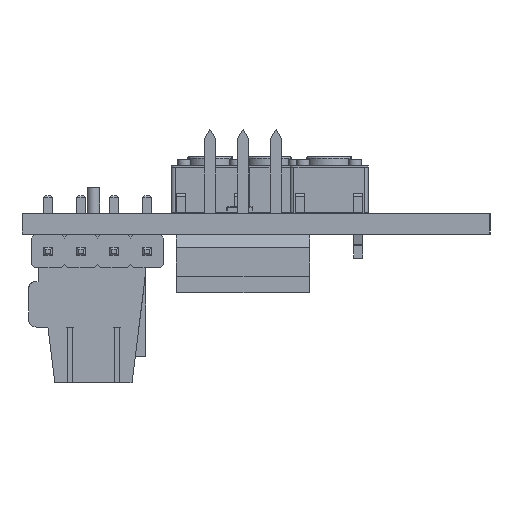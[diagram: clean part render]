
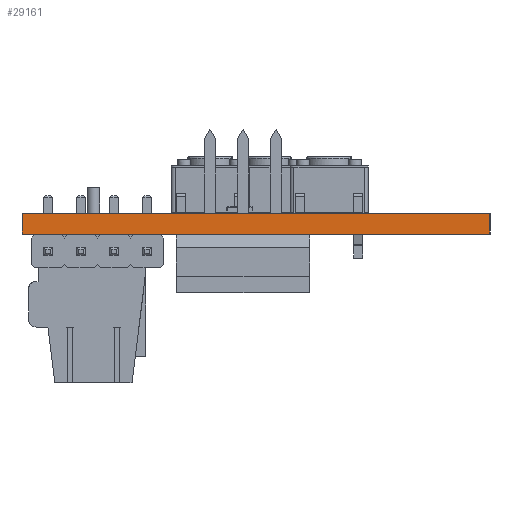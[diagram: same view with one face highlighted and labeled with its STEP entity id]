
A CAD part, left-side view. The second image highlights one B-rep face of the part: STEP entity #29161.
In plain terms, the highlighted planar face has unit normal (-1, 0, 0).
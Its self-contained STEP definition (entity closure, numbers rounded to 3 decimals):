
#29045 = EDGE_CURVE('',#29046,#29048,#29050,.T.);
#29046 = VERTEX_POINT('',#29047);
#29047 = CARTESIAN_POINT('',(0.,-0.,0.));
#29048 = VERTEX_POINT('',#29049);
#29049 = CARTESIAN_POINT('',(0.,0.,1.6));
#29050 = SURFACE_CURVE('',#29051,(#29055,#29067),.PCURVE_S1.);
#29051 = LINE('',#29052,#29053);
#29052 = CARTESIAN_POINT('',(0.,-0.,0.));
#29053 = VECTOR('',#29054,1.);
#29054 = DIRECTION('',(0.,0.,1.));
#29055 = PCURVE('',#29056,#29061);
#29056 = PLANE('',#29057);
#29057 = AXIS2_PLACEMENT_3D('',#29058,#29059,#29060);
#29058 = CARTESIAN_POINT('',(0.,0.,0.));
#29059 = DIRECTION('',(0.,1.,0.));
#29060 = DIRECTION('',(1.,0.,0.));
#29061 = DEFINITIONAL_REPRESENTATION('',(#29062),#29066);
#29062 = LINE('',#29063,#29064);
#29063 = CARTESIAN_POINT('',(0.,0.));
#29064 = VECTOR('',#29065,1.);
#29065 = DIRECTION('',(0.,-1.));
#29066 = ( GEOMETRIC_REPRESENTATION_CONTEXT(2) 
PARAMETRIC_REPRESENTATION_CONTEXT() REPRESENTATION_CONTEXT('2D SPACE',''
  ) );
#29067 = PCURVE('',#29068,#29073);
#29068 = PLANE('',#29069);
#29069 = AXIS2_PLACEMENT_3D('',#29070,#29071,#29072);
#29070 = CARTESIAN_POINT('',(0.,-36.,0.));
#29071 = DIRECTION('',(-1.,0.,0.));
#29072 = DIRECTION('',(0.,1.,0.));
#29073 = DEFINITIONAL_REPRESENTATION('',(#29074),#29078);
#29074 = LINE('',#29075,#29076);
#29075 = CARTESIAN_POINT('',(36.,0.));
#29076 = VECTOR('',#29077,1.);
#29077 = DIRECTION('',(0.,-1.));
#29078 = ( GEOMETRIC_REPRESENTATION_CONTEXT(2) 
PARAMETRIC_REPRESENTATION_CONTEXT() REPRESENTATION_CONTEXT('2D SPACE',''
  ) );
#29096 = PLANE('',#29097);
#29097 = AXIS2_PLACEMENT_3D('',#29098,#29099,#29100);
#29098 = CARTESIAN_POINT('',(50.,-18.,1.6));
#29099 = DIRECTION('',(-0.,-0.,-1.));
#29100 = DIRECTION('',(-1.,0.,0.));
#29150 = PLANE('',#29151);
#29151 = AXIS2_PLACEMENT_3D('',#29152,#29153,#29154);
#29152 = CARTESIAN_POINT('',(50.,-18.,0.));
#29153 = DIRECTION('',(-0.,-0.,-1.));
#29154 = DIRECTION('',(-1.,0.,0.));
#29161 = ADVANCED_FACE('',(#29162),#29068,.T.);
#29162 = FACE_BOUND('',#29163,.T.);
#29163 = EDGE_LOOP('',(#29164,#29194,#29215,#29216));
#29164 = ORIENTED_EDGE('',*,*,#29165,.T.);
#29165 = EDGE_CURVE('',#29166,#29168,#29170,.T.);
#29166 = VERTEX_POINT('',#29167);
#29167 = CARTESIAN_POINT('',(0.,-36.,0.));
#29168 = VERTEX_POINT('',#29169);
#29169 = CARTESIAN_POINT('',(0.,-36.,1.6));
#29170 = SURFACE_CURVE('',#29171,(#29175,#29182),.PCURVE_S1.);
#29171 = LINE('',#29172,#29173);
#29172 = CARTESIAN_POINT('',(0.,-36.,0.));
#29173 = VECTOR('',#29174,1.);
#29174 = DIRECTION('',(0.,0.,1.));
#29175 = PCURVE('',#29068,#29176);
#29176 = DEFINITIONAL_REPRESENTATION('',(#29177),#29181);
#29177 = LINE('',#29178,#29179);
#29178 = CARTESIAN_POINT('',(0.,0.));
#29179 = VECTOR('',#29180,1.);
#29180 = DIRECTION('',(0.,-1.));
#29181 = ( GEOMETRIC_REPRESENTATION_CONTEXT(2) 
PARAMETRIC_REPRESENTATION_CONTEXT() REPRESENTATION_CONTEXT('2D SPACE',''
  ) );
#29182 = PCURVE('',#29183,#29188);
#29183 = PLANE('',#29184);
#29184 = AXIS2_PLACEMENT_3D('',#29185,#29186,#29187);
#29185 = CARTESIAN_POINT('',(80.,-36.,0.));
#29186 = DIRECTION('',(0.,-1.,0.));
#29187 = DIRECTION('',(-1.,0.,0.));
#29188 = DEFINITIONAL_REPRESENTATION('',(#29189),#29193);
#29189 = LINE('',#29190,#29191);
#29190 = CARTESIAN_POINT('',(80.,0.));
#29191 = VECTOR('',#29192,1.);
#29192 = DIRECTION('',(0.,-1.));
#29193 = ( GEOMETRIC_REPRESENTATION_CONTEXT(2) 
PARAMETRIC_REPRESENTATION_CONTEXT() REPRESENTATION_CONTEXT('2D SPACE',''
  ) );
#29194 = ORIENTED_EDGE('',*,*,#29195,.T.);
#29195 = EDGE_CURVE('',#29168,#29048,#29196,.T.);
#29196 = SURFACE_CURVE('',#29197,(#29201,#29208),.PCURVE_S1.);
#29197 = LINE('',#29198,#29199);
#29198 = CARTESIAN_POINT('',(0.,-36.,1.6));
#29199 = VECTOR('',#29200,1.);
#29200 = DIRECTION('',(0.,1.,0.));
#29201 = PCURVE('',#29068,#29202);
#29202 = DEFINITIONAL_REPRESENTATION('',(#29203),#29207);
#29203 = LINE('',#29204,#29205);
#29204 = CARTESIAN_POINT('',(0.,-1.6));
#29205 = VECTOR('',#29206,1.);
#29206 = DIRECTION('',(1.,0.));
#29207 = ( GEOMETRIC_REPRESENTATION_CONTEXT(2) 
PARAMETRIC_REPRESENTATION_CONTEXT() REPRESENTATION_CONTEXT('2D SPACE',''
  ) );
#29208 = PCURVE('',#29096,#29209);
#29209 = DEFINITIONAL_REPRESENTATION('',(#29210),#29214);
#29210 = LINE('',#29211,#29212);
#29211 = CARTESIAN_POINT('',(50.,-18.));
#29212 = VECTOR('',#29213,1.);
#29213 = DIRECTION('',(0.,1.));
#29214 = ( GEOMETRIC_REPRESENTATION_CONTEXT(2) 
PARAMETRIC_REPRESENTATION_CONTEXT() REPRESENTATION_CONTEXT('2D SPACE',''
  ) );
#29215 = ORIENTED_EDGE('',*,*,#29045,.F.);
#29216 = ORIENTED_EDGE('',*,*,#29217,.F.);
#29217 = EDGE_CURVE('',#29166,#29046,#29218,.T.);
#29218 = SURFACE_CURVE('',#29219,(#29223,#29230),.PCURVE_S1.);
#29219 = LINE('',#29220,#29221);
#29220 = CARTESIAN_POINT('',(0.,-36.,0.));
#29221 = VECTOR('',#29222,1.);
#29222 = DIRECTION('',(0.,1.,0.));
#29223 = PCURVE('',#29068,#29224);
#29224 = DEFINITIONAL_REPRESENTATION('',(#29225),#29229);
#29225 = LINE('',#29226,#29227);
#29226 = CARTESIAN_POINT('',(0.,0.));
#29227 = VECTOR('',#29228,1.);
#29228 = DIRECTION('',(1.,0.));
#29229 = ( GEOMETRIC_REPRESENTATION_CONTEXT(2) 
PARAMETRIC_REPRESENTATION_CONTEXT() REPRESENTATION_CONTEXT('2D SPACE',''
  ) );
#29230 = PCURVE('',#29150,#29231);
#29231 = DEFINITIONAL_REPRESENTATION('',(#29232),#29236);
#29232 = LINE('',#29233,#29234);
#29233 = CARTESIAN_POINT('',(50.,-18.));
#29234 = VECTOR('',#29235,1.);
#29235 = DIRECTION('',(0.,1.));
#29236 = ( GEOMETRIC_REPRESENTATION_CONTEXT(2) 
PARAMETRIC_REPRESENTATION_CONTEXT() REPRESENTATION_CONTEXT('2D SPACE',''
  ) );
